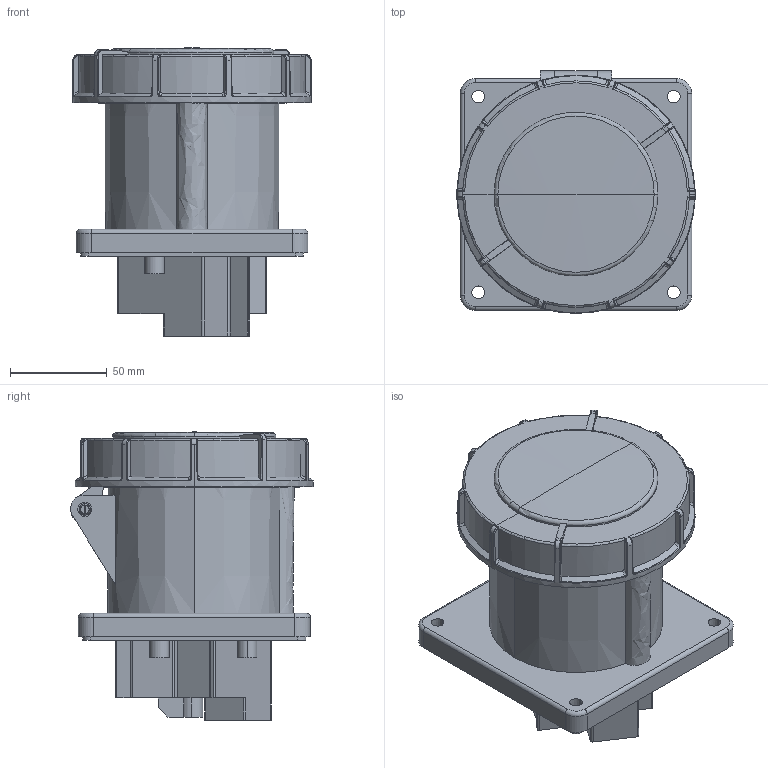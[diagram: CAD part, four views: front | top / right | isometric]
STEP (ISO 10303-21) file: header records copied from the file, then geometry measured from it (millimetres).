
FILE_DESCRIPTION (( 'STEP AP214' ), '1' );
FILE_NAME ('ps-3452-125-380.ÃÌ Ðîçåòêà ñòàöèîíàðíàÿ âíóòðåííÿÿ 3452 3P+ÐÅ+N 125À 380Â IP67 EKF PROxima.STEP', '2025-11-14T13:40:05', ( '' ), ( '' ), 'SwSTEP 2.0', 'SolidWorks 2021', '' );
FILE_SCHEMA (( 'AUTOMOTIVE_DESIGN' ));
Length unit declared in the file: millimetre
Products named in the file (1): ps-3452-125-380.ÃÌ Ðîçåòêà ñòàöèîíàðíàÿ âíóòðåííÿÿ 3452 3P+ÐÅ+N 125À 380Â IP67 EKF PROxima
Bounding box: 123 x 125.37 x 148.73 mm (x, y, z)
Volume: 732029.5 mm3; surface area: 206726 mm2
Topology: 4 solids, 4 shells, 530 faces, 1364 edges, 879 vertices
Faces by surface type: plane 189, cylinder 172, bspline 90, cone 40, torus 37, sphere 2
Entity records: 25487 total; most frequent: CARTESIAN_POINT 7259, ORIENTED_EDGE 2728, DIRECTION 2439, EDGE_CURVE 1364, AXIS2_PLACEMENT_3D 968, VERTEX_POINT 879, EDGE_LOOP 591, UNCERTAINTY_MEASURE_WITH_UNIT 536
